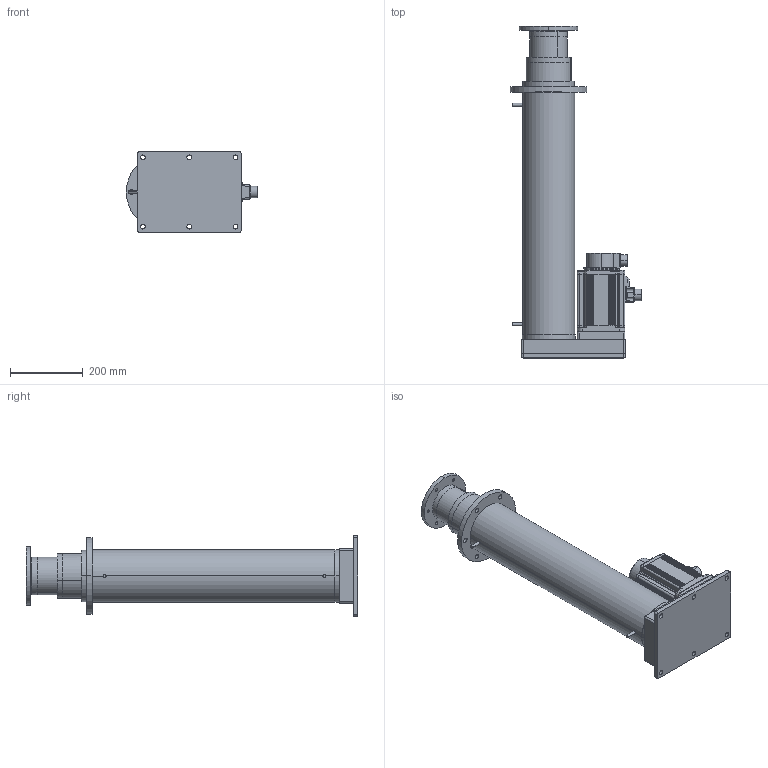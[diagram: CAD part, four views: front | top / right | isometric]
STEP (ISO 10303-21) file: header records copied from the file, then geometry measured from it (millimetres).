
FILE_DESCRIPTION (( 'STEP AP203' ), '1' );
FILE_NAME ('RLD145-15HB-1.7KN-R1600-S3-50mm-s.STEP', '2025-02-08T03:12:03', ( '微软用户' ), ( '微软中国' ), 'SwSTEP 2.0', 'SolidWorks 2022', '' );
FILE_SCHEMA (( 'CONFIG_CONTROL_DESIGN' ));
Length unit declared in the file: millimetre
Products named in the file (9): ECMA-EX1320FS; 复件 240413-RG-145多节缸第四节缸筒^RLD145-15HB-1.7KN-R1600-S3-50mm-s; 复件 240413-RG-145多节缸第一节缸筒^RLD145-15HB-1.7KN-R1600-S3-50mm-s; 复件 240413-RG-145多节缸第二节缸筒^RLD145-15HB-1.7KN-R1600-S3-50mm-s; 复件 240413-RG-145多节缸箱体盖板^RLD145-15HB-1.7KN-R1600-S3-50mm-s; 复件 240413-RG-145多节缸第三节缸筒^RLD145-15HB-1.7KN-R1600-S3-50mm-s; 复件 240413-RG-145多节缸轴承座^RLD145-15HB-1.7KN-R1600-S3-50mm-s; 零件108^RLD145-15HB-1.7KN-R1600-S3-50mm-s; RLD145-15HB-1.7KN-R1600-S3-50mm-s
Assembly tree (8 placements, depth 2):
  RLD145-15HB-1.7KN-R1600-S3-50mm-s
    复件 240413-RG-145多节缸箱体盖板^RLD145-15HB-1.7KN-R1600-S3-50mm-s
    复件 240413-RG-145多节缸轴承座^RLD145-15HB-1.7KN-R1600-S3-50mm-s
    复件 240413-RG-145多节缸第二节缸筒^RLD145-15HB-1.7KN-R1600-S3-50mm-s
    复件 240413-RG-145多节缸第三节缸筒^RLD145-15HB-1.7KN-R1600-S3-50mm-s
    复件 240413-RG-145多节缸第四节缸筒^RLD145-15HB-1.7KN-R1600-S3-50mm-s
    复件 240413-RG-145多节缸第一节缸筒^RLD145-15HB-1.7KN-R1600-S3-50mm-s
    ECMA-EX1320FS
    零件108^RLD145-15HB-1.7KN-R1600-S3-50mm-s
Bounding box: 360.14 x 910 x 220 mm (x, y, z)
Volume: 10282704.1 mm3; surface area: 2582254.6 mm2
Topology: 9 solids, 9 shells, 767 faces, 1847 edges, 1113 vertices
Faces by surface type: plane 329, cylinder 297, cone 92, torus 22, sphere 20, bspline 7
Entity records: 24310 total; most frequent: CARTESIAN_POINT 5479, DIRECTION 3849, ORIENTED_EDGE 3658, EDGE_CURVE 1829, AXIS2_PLACEMENT_3D 1454, VERTEX_POINT 1105, LINE 941, VECTOR 941
